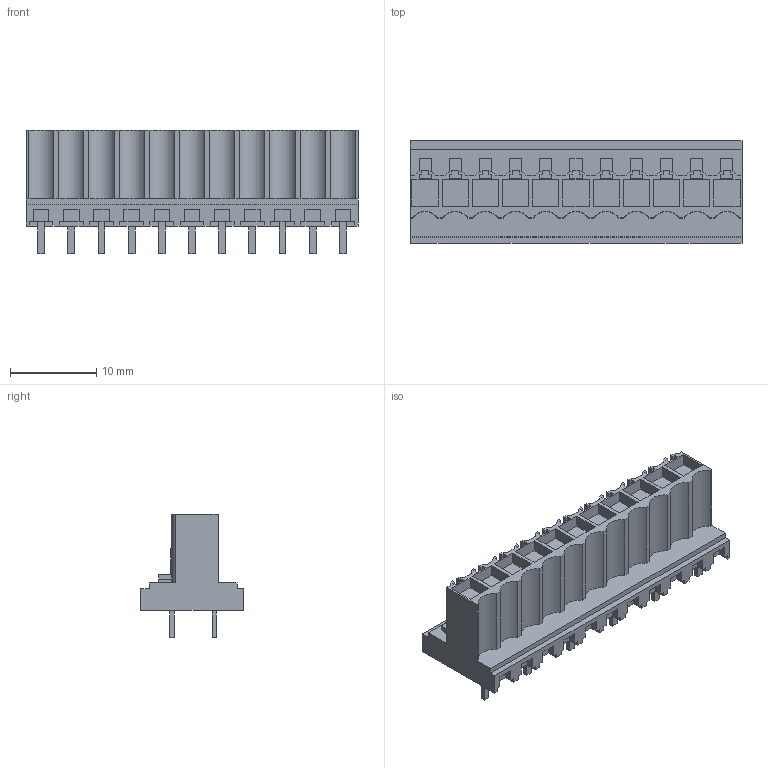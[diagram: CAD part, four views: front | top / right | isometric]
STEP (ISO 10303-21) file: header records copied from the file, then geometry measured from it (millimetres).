
FILE_DESCRIPTION(('CATIA V5 STEP Exchange','CAx-IF Rec.Pracs.--- Model Styling and Organization---1.2---2011-12-15'),'2;1');
FILE_NAME ('D1451604_0_1376370000_1376370000.stp','2017-04-29T07:10:06+00:00',('none'),('Weidmueller'),'CATIA Version 5-6 Release 2014','CATIA V5 STEP AP214','none');
FILE_SCHEMA(('AUTOMOTIVE_DESIGN { 1 0 10303 214 1 1 1 1 }'));
Length unit declared in the file: millimetre
Products named in the file (1): 1376370000
Bounding box: 38.5 x 11.85 x 14.3 mm (x, y, z)
Volume: 2495.3 mm3; surface area: 2643.9 mm2
Topology: 12 solids, 12 shells, 531 faces, 1548 edges, 1052 vertices
Faces by surface type: plane 509, cylinder 22
Entity records: 15945 total; most frequent: ORIENTED_EDGE 3096, CARTESIAN_POINT 2865, DIRECTION 2076, EDGE_CURVE 1548, VECTOR 1438, LINE 1438, VERTEX_POINT 1052, EDGE_LOOP 542
